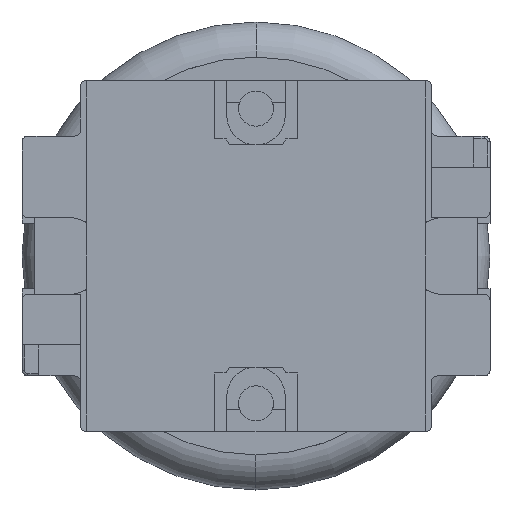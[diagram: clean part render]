
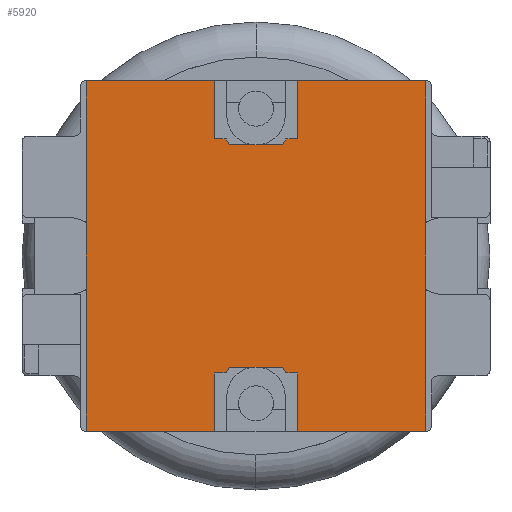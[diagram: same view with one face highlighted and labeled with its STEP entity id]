
A CAD part, front view. The second image highlights one B-rep face of the part: STEP entity #5920.
In plain terms, the highlighted planar face has unit normal (0, -1, 0).
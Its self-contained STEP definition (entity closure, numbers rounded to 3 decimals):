
#1138=DIRECTION('',(0.514,0.,-0.857));
#1139=VECTOR('',#1138,0.583);
#1140=CARTESIAN_POINT('',(11.95,0.,-5.));
#1141=LINE('',#1140,#1139);
#1142=DIRECTION('',(0.514,0.,0.857));
#1143=VECTOR('',#1142,0.583);
#1144=CARTESIAN_POINT('',(16.75,0.,-5.5));
#1145=LINE('',#1144,#1143);
#1146=DIRECTION('',(1.,0.,0.));
#1147=VECTOR('',#1146,10.95);
#1148=CARTESIAN_POINT('',(18.05,0.,0.));
#1149=LINE('',#1148,#1147);
#1150=DIRECTION('',(-1.,0.,0.));
#1151=VECTOR('',#1150,10.95);
#1152=CARTESIAN_POINT('',(29.,0.,-30.));
#1153=LINE('',#1152,#1151);
#1154=DIRECTION('',(-0.514,0.,0.857));
#1155=VECTOR('',#1154,0.583);
#1156=CARTESIAN_POINT('',(17.05,0.,-25.));
#1157=LINE('',#1156,#1155);
#1158=DIRECTION('',(-0.514,0.,-0.857));
#1159=VECTOR('',#1158,0.583);
#1160=CARTESIAN_POINT('',(12.25,0.,-24.5));
#1161=LINE('',#1160,#1159);
#1162=DIRECTION('',(-1.,0.,0.));
#1163=VECTOR('',#1162,10.95);
#1164=CARTESIAN_POINT('',(10.95,0.,-30.));
#1165=LINE('',#1164,#1163);
#1166=DIRECTION('',(0.,0.,1.));
#1167=VECTOR('',#1166,1.85);
#1168=CARTESIAN_POINT('',(0.,0.,-30.));
#1169=LINE('',#1168,#1167);
#1170=DIRECTION('',(0.,0.,1.));
#1171=VECTOR('',#1170,10.3);
#1172=CARTESIAN_POINT('',(0.,0.,-20.15));
#1173=LINE('',#1172,#1171);
#1174=DIRECTION('',(0.,0.,1.));
#1175=VECTOR('',#1174,1.85);
#1176=CARTESIAN_POINT('',(0.,0.,-1.85));
#1177=LINE('',#1176,#1175);
#1178=DIRECTION('',(1.,0.,0.));
#1179=VECTOR('',#1178,10.95);
#1180=CARTESIAN_POINT('',(0.,0.,0.));
#1181=LINE('',#1180,#1179);
#1182=DIRECTION('',(0.,0.,1.));
#1183=VECTOR('',#1182,5.);
#1184=CARTESIAN_POINT('',(10.95,0.,-5.));
#1185=LINE('',#1184,#1183);
#1263=DIRECTION('',(0.,0.,-1.));
#1264=VECTOR('',#1263,5.);
#1265=CARTESIAN_POINT('',(18.05,0.,0.));
#1266=LINE('',#1265,#1264);
#1275=DIRECTION('',(-1.,0.,0.));
#1276=VECTOR('',#1275,1.);
#1277=CARTESIAN_POINT('',(18.05,0.,-5.));
#1278=LINE('',#1277,#1276);
#1291=DIRECTION('',(-1.,0.,0.));
#1292=VECTOR('',#1291,4.5);
#1293=CARTESIAN_POINT('',(16.75,0.,-5.5));
#1294=LINE('',#1293,#1292);
#1311=DIRECTION('',(-1.,0.,0.));
#1312=VECTOR('',#1311,1.);
#1313=CARTESIAN_POINT('',(11.95,0.,-5.));
#1314=LINE('',#1313,#1312);
#1406=DIRECTION('',(0.,0.,-1.));
#1407=VECTOR('',#1406,8.);
#1408=CARTESIAN_POINT('',(0.,0.,-20.15));
#1409=LINE('',#1408,#1407);
#1465=DIRECTION('',(0.,0.,1.));
#1466=VECTOR('',#1465,10.3);
#1467=CARTESIAN_POINT('',(29.,0.,-20.15));
#1468=LINE('',#1467,#1466);
#1473=DIRECTION('',(0.,0.,1.));
#1474=VECTOR('',#1473,1.85);
#1475=CARTESIAN_POINT('',(29.,0.,-1.85));
#1476=LINE('',#1475,#1474);
#1493=DIRECTION('',(0.,0.,1.));
#1494=VECTOR('',#1493,1.85);
#1495=CARTESIAN_POINT('',(29.,0.,-30.));
#1496=LINE('',#1495,#1494);
#1536=DIRECTION('',(0.,0.,1.));
#1537=VECTOR('',#1536,8.);
#1538=CARTESIAN_POINT('',(29.,0.,-9.85));
#1539=LINE('',#1538,#1537);
#1767=DIRECTION('',(0.,0.,-1.));
#1768=VECTOR('',#1767,8.);
#1769=CARTESIAN_POINT('',(0.,0.,-1.85));
#1770=LINE('',#1769,#1768);
#2838=DIRECTION('',(0.,0.,1.));
#2839=VECTOR('',#2838,8.);
#2840=CARTESIAN_POINT('',(29.,0.,-28.15));
#2841=LINE('',#2840,#2839);
#2898=DIRECTION('',(0.,0.,1.));
#2899=VECTOR('',#2898,5.);
#2900=CARTESIAN_POINT('',(10.95,0.,-30.));
#2901=LINE('',#2900,#2899);
#2906=DIRECTION('',(1.,0.,0.));
#2907=VECTOR('',#2906,1.);
#2908=CARTESIAN_POINT('',(10.95,0.,-25.));
#2909=LINE('',#2908,#2907);
#2930=DIRECTION('',(1.,0.,0.));
#2931=VECTOR('',#2930,4.5);
#2932=CARTESIAN_POINT('',(12.25,0.,-24.5));
#2933=LINE('',#2932,#2931);
#2975=DIRECTION('',(1.,0.,0.));
#2976=VECTOR('',#2975,1.);
#2977=CARTESIAN_POINT('',(17.05,0.,-25.));
#2978=LINE('',#2977,#2976);
#2999=DIRECTION('',(0.,0.,-1.));
#3000=VECTOR('',#2999,5.);
#3001=CARTESIAN_POINT('',(18.05,0.,-25.));
#3002=LINE('',#3001,#3000);
#4421=CARTESIAN_POINT('',(0.,0.,-1.85));
#4423=VERTEX_POINT('',#4421);
#4429=CARTESIAN_POINT('',(0.,0.,-30.));
#4431=VERTEX_POINT('',#4429);
#4438=CARTESIAN_POINT('',(0.,0.,0.));
#4440=VERTEX_POINT('',#4438);
#4443=CARTESIAN_POINT('',(10.95,0.,-5.));
#4444=CARTESIAN_POINT('',(10.95,0.,0.));
#4445=VERTEX_POINT('',#4443);
#4446=VERTEX_POINT('',#4444);
#4447=CARTESIAN_POINT('',(18.05,0.,0.));
#4448=CARTESIAN_POINT('',(18.05,0.,-5.));
#4449=VERTEX_POINT('',#4447);
#4450=VERTEX_POINT('',#4448);
#4451=CARTESIAN_POINT('',(29.,0.,0.));
#4452=VERTEX_POINT('',#4451);
#4453=CARTESIAN_POINT('',(29.,0.,-1.85));
#4454=VERTEX_POINT('',#4453);
#4455=CARTESIAN_POINT('',(29.,0.,-9.85));
#4456=VERTEX_POINT('',#4455);
#4457=CARTESIAN_POINT('',(29.,0.,-20.15));
#4458=VERTEX_POINT('',#4457);
#4459=CARTESIAN_POINT('',(29.,0.,-30.));
#4460=CARTESIAN_POINT('',(29.,0.,-28.15));
#4461=VERTEX_POINT('',#4459);
#4462=VERTEX_POINT('',#4460);
#4463=CARTESIAN_POINT('',(18.05,0.,-30.));
#4464=VERTEX_POINT('',#4463);
#4465=CARTESIAN_POINT('',(17.05,0.,-25.));
#4466=CARTESIAN_POINT('',(16.75,0.,-24.5));
#4467=VERTEX_POINT('',#4465);
#4468=VERTEX_POINT('',#4466);
#4469=CARTESIAN_POINT('',(12.25,0.,-24.5));
#4470=CARTESIAN_POINT('',(11.95,0.,-25.));
#4471=VERTEX_POINT('',#4469);
#4472=VERTEX_POINT('',#4470);
#4473=CARTESIAN_POINT('',(10.95,0.,-30.));
#4474=VERTEX_POINT('',#4473);
#4475=CARTESIAN_POINT('',(0.,0.,-28.15));
#4476=VERTEX_POINT('',#4475);
#4477=CARTESIAN_POINT('',(0.,0.,-20.15));
#4478=VERTEX_POINT('',#4477);
#4479=CARTESIAN_POINT('',(0.,0.,-9.85));
#4480=VERTEX_POINT('',#4479);
#4519=CARTESIAN_POINT('',(17.05,0.,-5.));
#4520=VERTEX_POINT('',#4519);
#4521=CARTESIAN_POINT('',(16.75,0.,-5.5));
#4522=VERTEX_POINT('',#4521);
#4523=CARTESIAN_POINT('',(12.25,0.,-5.5));
#4524=VERTEX_POINT('',#4523);
#4525=CARTESIAN_POINT('',(11.95,0.,-5.));
#4526=VERTEX_POINT('',#4525);
#5094=CARTESIAN_POINT('',(10.95,0.,-25.));
#5095=VERTEX_POINT('',#5094);
#5110=CARTESIAN_POINT('',(18.05,0.,-25.));
#5111=VERTEX_POINT('',#5110);
#5861=CARTESIAN_POINT('',(14.5,0.,-15.));
#5862=DIRECTION('',(0.,1.,0.));
#5863=DIRECTION('',(1.,0.,0.));
#5864=AXIS2_PLACEMENT_3D('',#5861,#5862,#5863);
#5865=PLANE('',#5864);
#5867=ORIENTED_EDGE('',*,*,#5866,.F.);
#5869=ORIENTED_EDGE('',*,*,#5868,.F.);
#5871=ORIENTED_EDGE('',*,*,#5870,.T.);
#5873=ORIENTED_EDGE('',*,*,#5872,.F.);
#5875=ORIENTED_EDGE('',*,*,#5874,.T.);
#5877=ORIENTED_EDGE('',*,*,#5876,.F.);
#5879=ORIENTED_EDGE('',*,*,#5878,.F.);
#5880=ORIENTED_EDGE('',*,*,#5792,.T.);
#5882=ORIENTED_EDGE('',*,*,#5881,.F.);
#5884=ORIENTED_EDGE('',*,*,#5883,.F.);
#5886=ORIENTED_EDGE('',*,*,#5885,.F.);
#5888=ORIENTED_EDGE('',*,*,#5887,.F.);
#5890=ORIENTED_EDGE('',*,*,#5889,.F.);
#5891=ORIENTED_EDGE('',*,*,#5282,.T.);
#5893=ORIENTED_EDGE('',*,*,#5892,.F.);
#5895=ORIENTED_EDGE('',*,*,#5894,.F.);
#5897=ORIENTED_EDGE('',*,*,#5896,.T.);
#5899=ORIENTED_EDGE('',*,*,#5898,.F.);
#5901=ORIENTED_EDGE('',*,*,#5900,.T.);
#5903=ORIENTED_EDGE('',*,*,#5902,.F.);
#5905=ORIENTED_EDGE('',*,*,#5904,.F.);
#5906=ORIENTED_EDGE('',*,*,#5266,.T.);
#5908=ORIENTED_EDGE('',*,*,#5907,.T.);
#5910=ORIENTED_EDGE('',*,*,#5909,.F.);
#5912=ORIENTED_EDGE('',*,*,#5911,.T.);
#5914=ORIENTED_EDGE('',*,*,#5913,.F.);
#5916=ORIENTED_EDGE('',*,*,#5915,.T.);
#5917=ORIENTED_EDGE('',*,*,#5754,.T.);
#5918=EDGE_LOOP('',(#5867,#5869,#5871,#5873,#5875,#5877,#5879,#5880,#5882,#5884,
#5886,#5888,#5890,#5891,#5893,#5895,#5897,#5899,#5901,#5903,#5905,#5906,#5908,
#5910,#5912,#5914,#5916,#5917));
#5919=FACE_OUTER_BOUND('',#5918,.F.);
#5920=ADVANCED_FACE('',(#5919),#5865,.F.);
#5266=EDGE_CURVE('',#4474,#4431,#1165,.T.);
#5282=EDGE_CURVE('',#4461,#4464,#1153,.T.);
#5754=EDGE_CURVE('',#4440,#4446,#1181,.T.);
#5792=EDGE_CURVE('',#4449,#4452,#1149,.T.);
#5866=EDGE_CURVE('',#4445,#4446,#1185,.T.);
#5868=EDGE_CURVE('',#4526,#4445,#1314,.T.);
#5870=EDGE_CURVE('',#4526,#4524,#1141,.T.);
#5872=EDGE_CURVE('',#4522,#4524,#1294,.T.);
#5874=EDGE_CURVE('',#4522,#4520,#1145,.T.);
#5876=EDGE_CURVE('',#4450,#4520,#1278,.T.);
#5878=EDGE_CURVE('',#4449,#4450,#1266,.T.);
#5881=EDGE_CURVE('',#4454,#4452,#1476,.T.);
#5883=EDGE_CURVE('',#4456,#4454,#1539,.T.);
#5885=EDGE_CURVE('',#4458,#4456,#1468,.T.);
#5887=EDGE_CURVE('',#4462,#4458,#2841,.T.);
#5889=EDGE_CURVE('',#4461,#4462,#1496,.T.);
#5892=EDGE_CURVE('',#5111,#4464,#3002,.T.);
#5894=EDGE_CURVE('',#4467,#5111,#2978,.T.);
#5896=EDGE_CURVE('',#4467,#4468,#1157,.T.);
#5898=EDGE_CURVE('',#4471,#4468,#2933,.T.);
#5900=EDGE_CURVE('',#4471,#4472,#1161,.T.);
#5902=EDGE_CURVE('',#5095,#4472,#2909,.T.);
#5904=EDGE_CURVE('',#4474,#5095,#2901,.T.);
#5907=EDGE_CURVE('',#4431,#4476,#1169,.T.);
#5909=EDGE_CURVE('',#4478,#4476,#1409,.T.);
#5911=EDGE_CURVE('',#4478,#4480,#1173,.T.);
#5913=EDGE_CURVE('',#4423,#4480,#1770,.T.);
#5915=EDGE_CURVE('',#4423,#4440,#1177,.T.);
